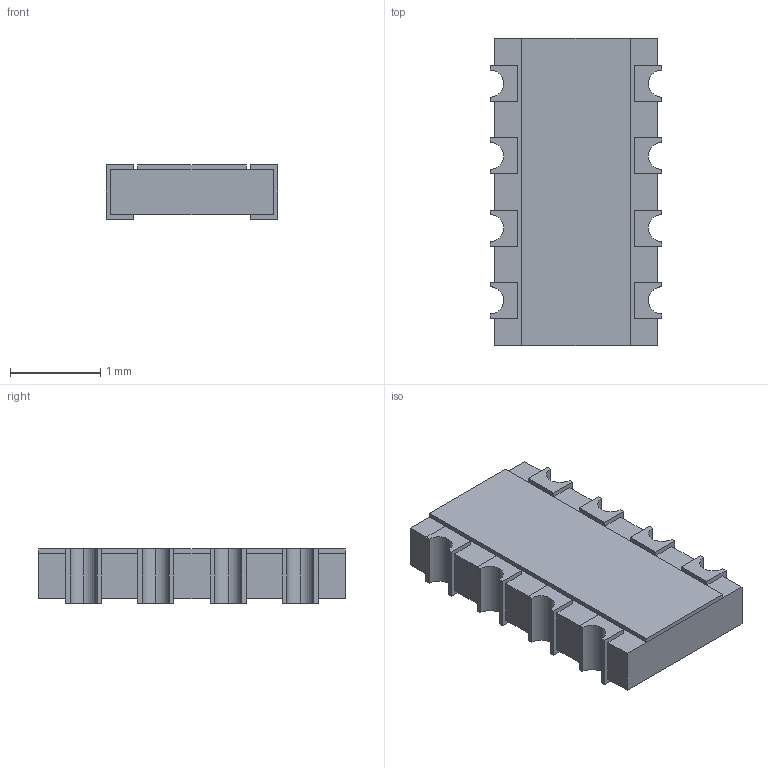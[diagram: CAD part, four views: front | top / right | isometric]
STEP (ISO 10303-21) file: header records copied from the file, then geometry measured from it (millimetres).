
FILE_DESCRIPTION(('Open CASCADE Model'),'2;1');
FILE_NAME('Open CASCADE Shape Model','2023-02-14T16:41:04',('Author'),( 'Open CASCADE'),'Open CASCADE STEP processor 6.8','Open CASCADE 6.8' ,'Unknown');
FILE_SCHEMA(('AUTOMOTIVE_DESIGN { 1 0 10303 214 1 1 1 1 }'));
Length unit declared in the file: millimetre
Products named in the file (8): PCB; Designator1; 9033662736; body; Open_CASCADE_STEP_translator_6.8_2.1.1; mark; Lead; Open_CASCADE_STEP_translator_6.8_2.3.1
Assembly tree (13 placements, depth 4):
  PCB
  Designator1
    9033662736
      body
        Open_CASCADE_STEP_translator_6.8_2.1.1
      mark
      Lead  x8
        Open_CASCADE_STEP_translator_6.8_2.3.1
Bounding box: 1.9 x 3.4 x 0.6 mm (x, y, z)
Volume: 3.3 mm3; surface area: 35.4 mm2
Topology: 10 solids, 10 shells, 116 faces, 288 edges, 192 vertices
Faces by surface type: plane 100, cylinder 16
Entity records: 1832 total; most frequent: CARTESIAN_POINT 302, ORIENTED_EDGE 282, DIRECTION 279, EDGE_CURVE 141, LINE 137, VECTOR 137, VERTEX_POINT 94, AXIS2_PLACEMENT_3D 71
